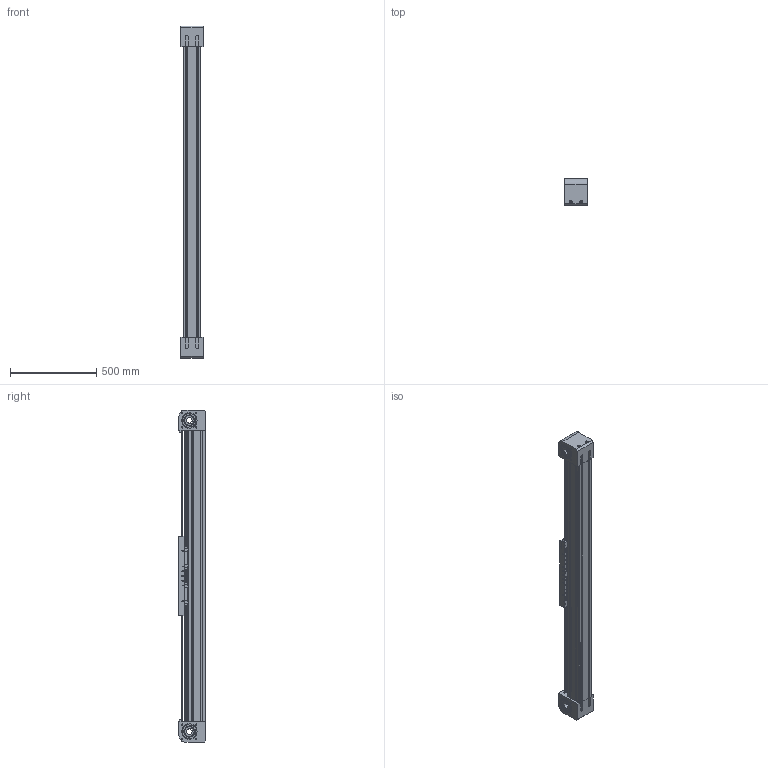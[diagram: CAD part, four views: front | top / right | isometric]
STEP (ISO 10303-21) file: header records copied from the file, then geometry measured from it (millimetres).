
FILE_DESCRIPTION (( 'STEP AP214' ), '1' );
FILE_NAME ('BLM100-1200.STEP', '2023-03-14T09:18:15', ( '' ), ( '' ), 'SwSTEP 2.0', 'SolidWorks 2023', '' );
FILE_SCHEMA (( 'AUTOMOTIVE_DESIGN' ));
Length unit declared in the file: millimetre
Products named in the file (1): BLM100-1200
Bounding box: 130 x 159 x 1920 mm (x, y, z)
Volume: 21602110.7 mm3; surface area: 2488026.9 mm2
Topology: 49 solids, 57 shells, 4329 faces, 11984 edges, 7821 vertices
Faces by surface type: plane 2265, cylinder 1716, torus 168, sphere 100, cone 56, bspline 24
Entity records: 192177 total; most frequent: CARTESIAN_POINT 30863, DIRECTION 24235, ORIENTED_EDGE 23472, EDGE_CURVE 11736, AXIS2_PLACEMENT_3D 8431, VERTEX_POINT 7685, VECTOR 7373, LINE 7373
